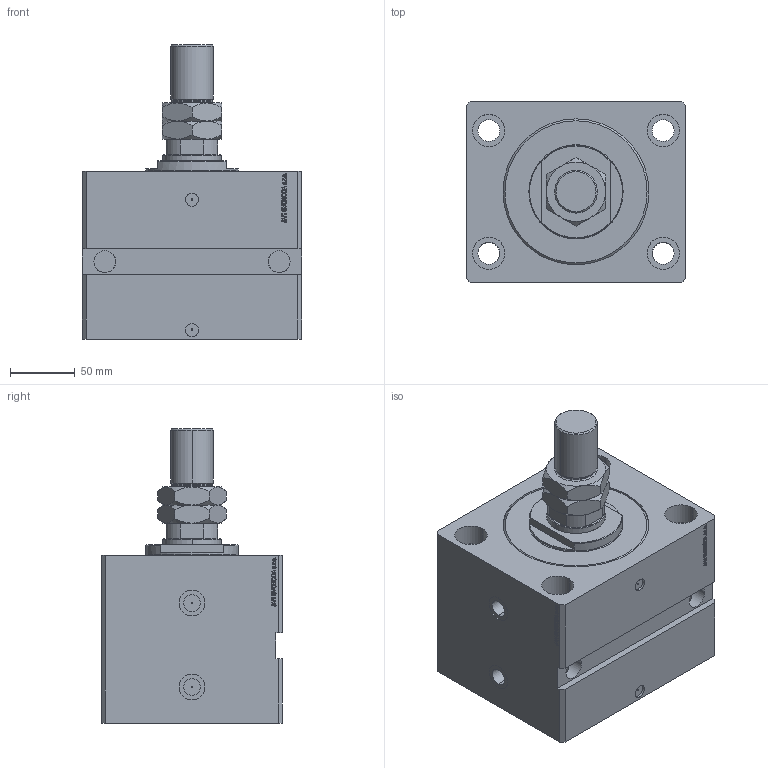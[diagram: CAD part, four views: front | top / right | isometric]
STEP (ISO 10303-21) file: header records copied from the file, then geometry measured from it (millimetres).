
FILE_DESCRIPTION (( 'STEP AP203' ), '1' );
FILE_NAME ('8d17.STEP', '2022-04-09T15:03:28', ( '' ), ( '' ), 'SwSTEP 2.0', 'SolidWorks 2019', '' );
FILE_SCHEMA (( 'CONFIG_CONTROL_DESIGN' ));
Length unit declared in the file: millimetre
Products named in the file (5): V250CE_E_Body e5d7ec73bfe9865cb352dd92a0c25fc2; 8d17; V250CE_C_VCP e5d7ec73bfe9865cb352dd92a0c25fc2; MTA e5d7ec73bfe9865cb352dd92a0c25fc2; V250CE_VC_E e5d7ec73bfe9865cb352dd92a0c25fc2
Assembly tree (4 placements, depth 2):
  8d17
    V250CE_E_Body e5d7ec73bfe9865cb352dd92a0c25fc2
    V250CE_C_VCP e5d7ec73bfe9865cb352dd92a0c25fc2
    V250CE_VC_E e5d7ec73bfe9865cb352dd92a0c25fc2
    MTA e5d7ec73bfe9865cb352dd92a0c25fc2
Bounding box: 170 x 140 x 227.9 mm (x, y, z)
Volume: 2852573.5 mm3; surface area: 297150.3 mm2
Topology: 4 solids, 4 shells, 982 faces, 2496 edges, 1637 vertices
Faces by surface type: plane 486, bspline 368, cylinder 80, cone 40, torus 8
Entity records: 47393 total; most frequent: CARTESIAN_POINT 25648, ORIENTED_EDGE 4988, DIRECTION 3122, EDGE_CURVE 2494, VERTEX_POINT 1637, VECTOR 1496, LINE 1496, EDGE_LOOP 1115
